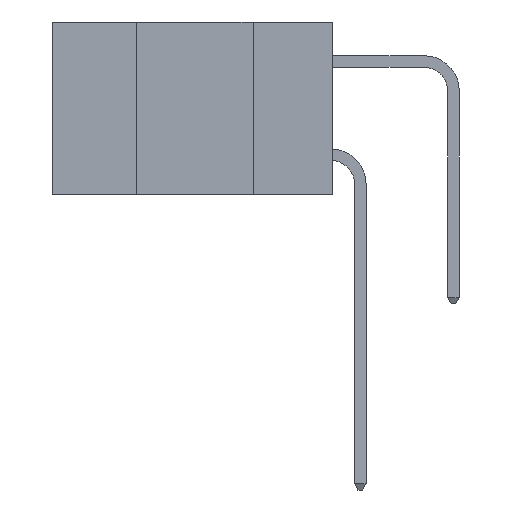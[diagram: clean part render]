
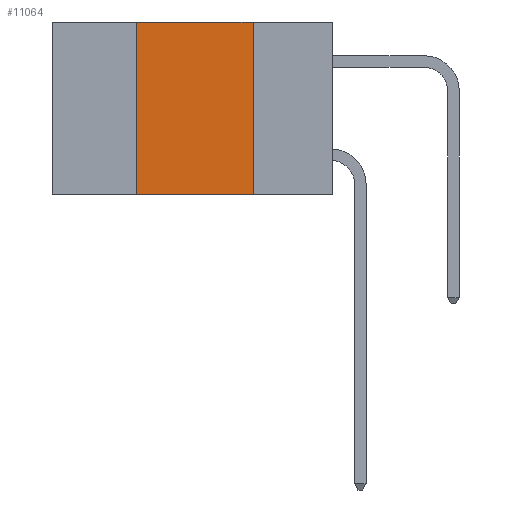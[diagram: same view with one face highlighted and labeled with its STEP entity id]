
A CAD part, left-side view. The second image highlights one B-rep face of the part: STEP entity #11064.
In plain terms, the highlighted planar face has unit normal (-1, 0, 0).
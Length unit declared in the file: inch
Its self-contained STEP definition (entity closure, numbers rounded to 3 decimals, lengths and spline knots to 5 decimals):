
#1424 = AXIS2_PLACEMENT_3D ( 'NONE', #1573, #11839, #3103 ) ;
#1573 = CARTESIAN_POINT ( 'NONE',  ( 0., 0.6, 0. ) ) ;
#2127 = EDGE_CURVE ( 'NONE', #14630, #2211, #14684, .T. ) ;
#2211 = VERTEX_POINT ( 'NONE', #12094 ) ;
#2661 = VECTOR ( 'NONE', #4474, 39.37008 ) ;
#3103 = DIRECTION ( 'NONE',  ( 0., 0., -1. ) ) ;
#3807 = VECTOR ( 'NONE', #10913, 39.37008 ) ;
#4474 = DIRECTION ( 'NONE',  ( 0., 0., -1. ) ) ;
#4539 = CARTESIAN_POINT ( 'NONE',  ( 0., 0.17, -0.37 ) ) ;
#4601 = VECTOR ( 'NONE', #13431, 39.37008 ) ;
#6508 = CARTESIAN_POINT ( 'NONE',  ( 0., 0.6, 0. ) ) ;
#7466 = EDGE_CURVE ( 'NONE', #13993, #2211, #12332, .T. ) ;
#8278 = CARTESIAN_POINT ( 'NONE',  ( 0., 0.42, -0.37 ) ) ;
#8452 = DIRECTION ( 'NONE',  ( 0., 0., 1. ) ) ;
#8664 = EDGE_LOOP ( 'NONE', ( #13522, #12231, #11721, #11557 ) ) ;
#9391 = VECTOR ( 'NONE', #8452, 39.37008 ) ;
#9413 = EDGE_CURVE ( 'NONE', #13993, #12497, #17321, .T. ) ;
#10388 = PLANE ( 'NONE',  #1424 ) ;
#10913 = DIRECTION ( 'NONE',  ( 0., -1., 0. ) ) ;
#11064 = ADVANCED_FACE ( 'NONE', ( #15771 ), #10388, .F. ) ;
#11126 = CARTESIAN_POINT ( 'NONE',  ( 0., 0.42, -0.37 ) ) ;
#11366 = CARTESIAN_POINT ( 'NONE',  ( 0., 0.17, 0. ) ) ;
#11557 = ORIENTED_EDGE ( 'NONE', *, *, #7466, .T. ) ;
#11721 = ORIENTED_EDGE ( 'NONE', *, *, #9413, .F. ) ;
#11839 = DIRECTION ( 'NONE',  ( 1., 0., 0. ) ) ;
#12094 = CARTESIAN_POINT ( 'NONE',  ( 0., 0.17, -0.37 ) ) ;
#12231 = ORIENTED_EDGE ( 'NONE', *, *, #15130, .F. ) ;
#12332 = LINE ( 'NONE', #13317, #4601 ) ;
#12497 = VERTEX_POINT ( 'NONE', #14612 ) ;
#13317 = CARTESIAN_POINT ( 'NONE',  ( 0., 0.6, -0.37 ) ) ;
#13431 = DIRECTION ( 'NONE',  ( 0., -1., 0. ) ) ;
#13522 = ORIENTED_EDGE ( 'NONE', *, *, #2127, .F. ) ;
#13993 = VERTEX_POINT ( 'NONE', #11126 ) ;
#14612 = CARTESIAN_POINT ( 'NONE',  ( 0., 0.42, 0. ) ) ;
#14630 = VERTEX_POINT ( 'NONE', #11366 ) ;
#14684 = LINE ( 'NONE', #4539, #2661 ) ;
#15130 = EDGE_CURVE ( 'NONE', #12497, #14630, #15300, .T. ) ;
#15300 = LINE ( 'NONE', #6508, #3807 ) ;
#15771 = FACE_OUTER_BOUND ( 'NONE', #8664, .T. ) ;
#17321 = LINE ( 'NONE', #8278, #9391 ) ;
